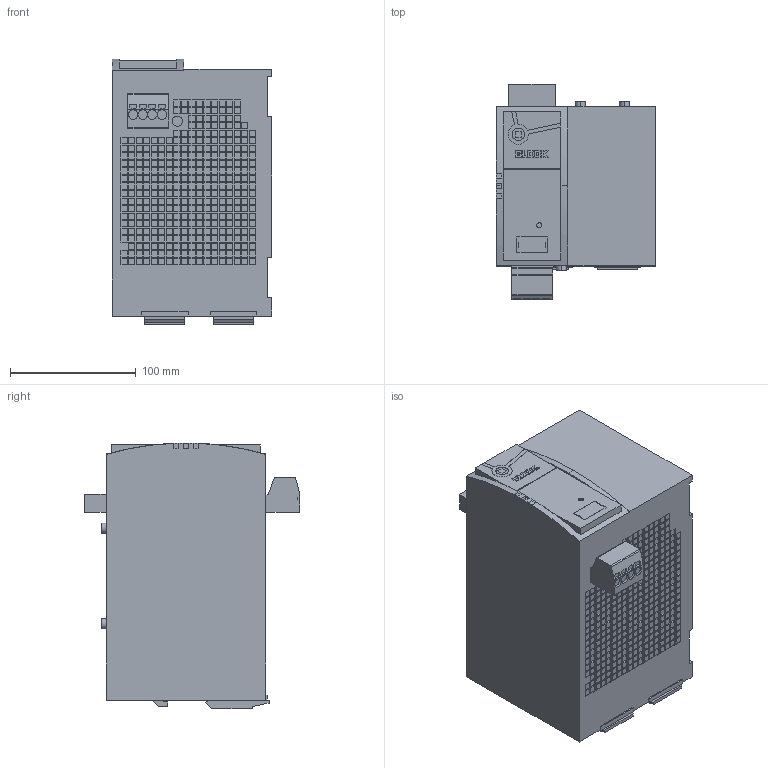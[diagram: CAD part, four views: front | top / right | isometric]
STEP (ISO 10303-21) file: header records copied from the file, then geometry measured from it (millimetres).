
FILE_DESCRIPTION (( 'STEP AP214' ), '1' );
FILE_NAME ('569888.STEP', '2023-02-23T07:04:07', ( '' ), ( '' ), 'SwSTEP 2.0', 'SolidWorks 2018', '' );
FILE_SCHEMA (( 'AUTOMOTIVE_DESIGN' ));
Length unit declared in the file: millimetre
Products named in the file (1): 569888
Bounding box: 127 x 171.45 x 211.5 mm (x, y, z)
Volume: 3219506.5 mm3; surface area: 152557.3 mm2
Topology: 1 solids, 1 shells, 3782 faces, 9143 edges, 6092 vertices
Faces by surface type: plane 3717, cylinder 65
Entity records: 108083 total; most frequent: CARTESIAN_POINT 19030, ORIENTED_EDGE 18286, DIRECTION 16847, EDGE_CURVE 9143, VECTOR 8997, LINE 8997, VERTEX_POINT 6092, EDGE_LOOP 4511
